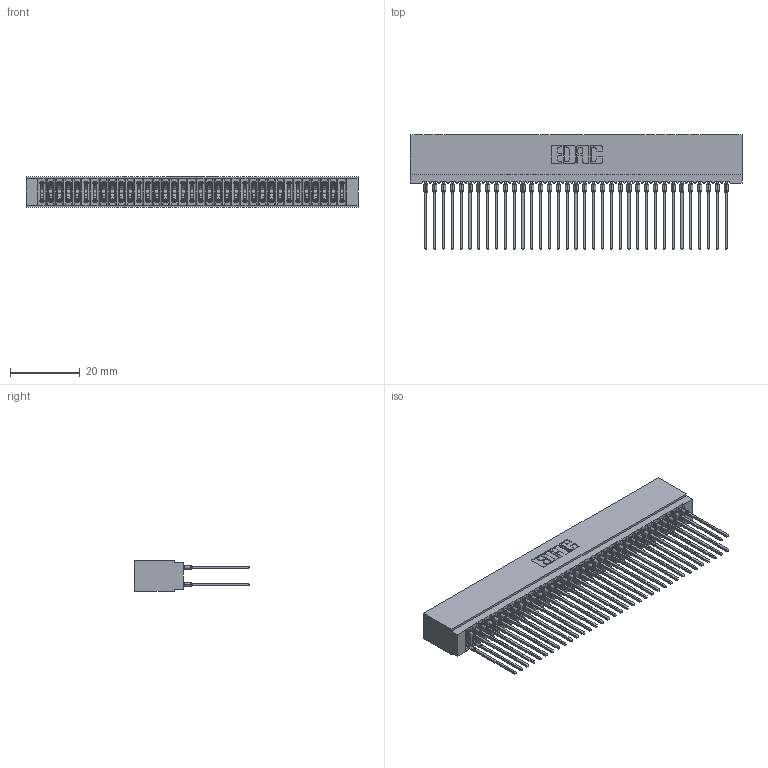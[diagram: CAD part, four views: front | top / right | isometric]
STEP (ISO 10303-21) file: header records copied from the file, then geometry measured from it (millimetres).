
FILE_DESCRIPTION (( 'STEP AP203' ), '1' );
FILE_NAME ('725-070-541-201.STEP', '2026-02-24T18:37:07', ( '' ), ( '' ), 'SwSTEP 2.0', 'SolidWorks 2023', '' );
FILE_SCHEMA (( 'CONFIG_CONTROL_DESIGN' ));
Length unit declared in the file: millimetre
Products named in the file (3): 725-070-541-201; 725 Part_Insulator Option - 01; 745-292-001_541
Assembly tree (71 placements, depth 2):
  725-070-541-201
    725 Part_Insulator Option - 01
    745-292-001_541  x70
Bounding box: 95.5 x 33.03 x 8.89 mm (x, y, z)
Volume: 7951.8 mm3; surface area: 18029.3 mm2
Topology: 71 solids, 71 shells, 6360 faces, 17089 edges, 10738 vertices
Faces by surface type: plane 3275, bspline 1400, cylinder 1265, torus 420
Entity records: 59843 total; most frequent: CARTESIAN_POINT 10883, ORIENTED_EDGE 10304, DIRECTION 9010, EDGE_CURVE 5152, LINE 4760, VECTOR 4760, VERTEX_POINT 3286, AXIS2_PLACEMENT_3D 2125
